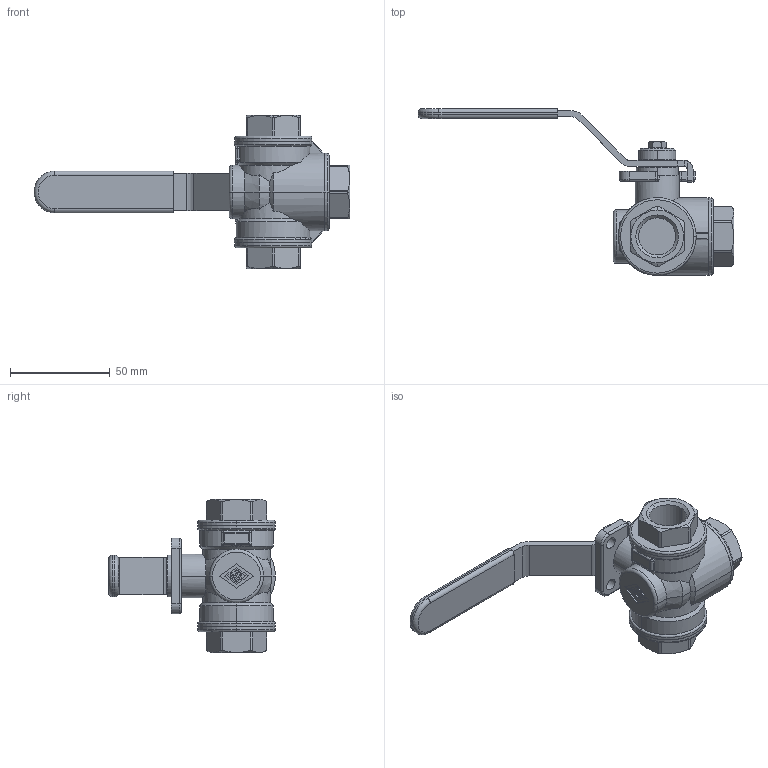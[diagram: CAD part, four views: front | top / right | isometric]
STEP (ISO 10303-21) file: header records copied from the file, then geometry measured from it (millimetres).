
FILE_DESCRIPTION(('STEP AP242'),'1');
FILE_NAME('00v20040.stp','2024-11-21T12:44:10',('TraceParts'),('TraceParts S.A.'),'Spatial InterOp 3D',' ',' ');
FILE_SCHEMA(('AP242_MANAGED_MODEL_BASED_3D_ENGINEERING_MIM_LF {1 0 10303 442 1 1 4}'));
Length unit declared in the file: millimetre
Products named in the file (1): 00v20040
Bounding box: 158.5 x 83.7 x 77 mm (x, y, z)
Volume: 106918.4 mm3; surface area: 26914.7 mm2
Topology: 1 solids, 3 shells, 364 faces, 934 edges, 591 vertices
Faces by surface type: cylinder 143, plane 139, cone 55, torus 17, sphere 6, bspline 4
Entity records: 20491 total; most frequent: CARTESIAN_POINT 8625, DIRECTION 1919, ORIENTED_EDGE 1854, EDGE_CURVE 927, AXIS2_PLACEMENT_3D 727, VERTEX_POINT 591, LINE 465, VECTOR 465
